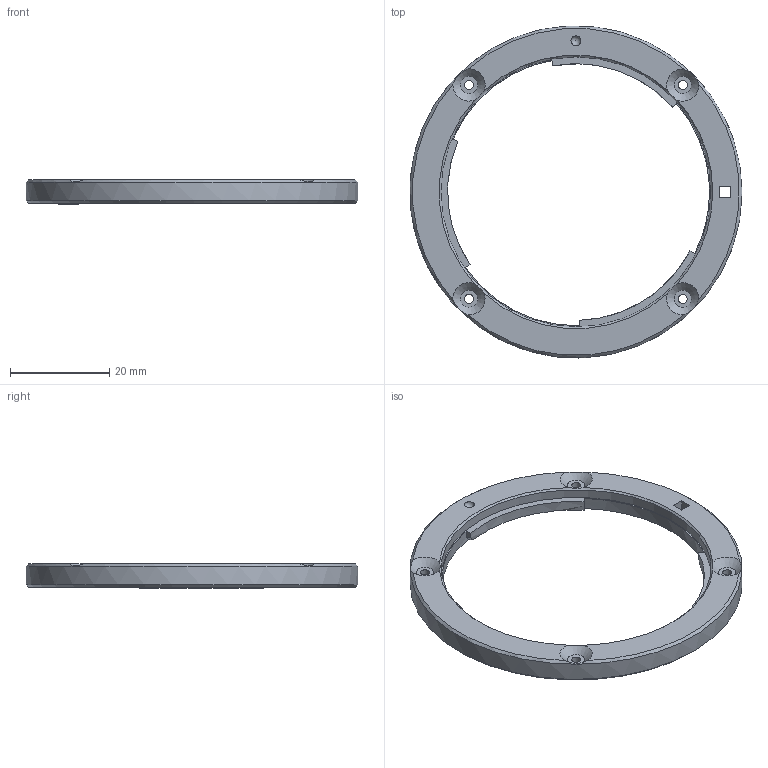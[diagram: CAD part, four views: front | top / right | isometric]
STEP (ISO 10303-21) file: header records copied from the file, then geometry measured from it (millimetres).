
FILE_DESCRIPTION(/* description */ (''),/* implementation_level */ '2;1');
FILE_NAME(/* name */ 'mountBodyBase_CEF',/* time_stamp */ '2023-09-29T16:37:38-04:00',/* author */ ('George'),/* organization */ ('Archive 663'),/* preprocessor_version */ 'ST-DEVELOPER v16.7',/* originating_system */ 'Solid Edge',/* authorisation */ 'Unknown');
FILE_SCHEMA (('AUTOMOTIVE_DESIGN {1 0 10303 214 3 1 1}'));
Length unit declared in the file: millimetre
Products named in the file (2): mountLensBase_PENF; mountBodyBase_CEF
Assembly tree (1 placements, depth 2):
  mountLensBase_PENF
    mountBodyBase_CEF
Bounding box: 66.96 x 66.97 x 4.88 mm (x, y, z)
Volume: 5674.1 mm3; surface area: 4442.3 mm2
Topology: 1 solids, 1 shells, 60 faces, 172 edges, 114 vertices
Faces by surface type: plane 31, cylinder 14, cone 8, bspline 6, sphere 1
Full cylindrical faces by diameter (mm): 1.8 x4, 54.5 x1, 67 x1
Entity records: 2146 total; most frequent: CARTESIAN_POINT 676, ORIENTED_EDGE 294, DIRECTION 276, EDGE_CURVE 147, AXIS2_PLACEMENT_3D 111, VERTEX_POINT 102, EDGE_LOOP 85, FACE_BOUND 85
